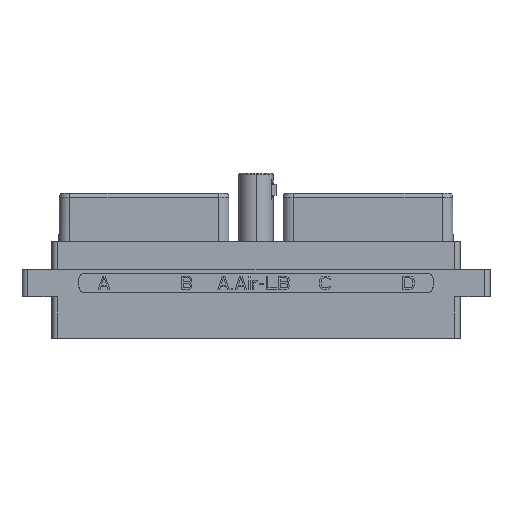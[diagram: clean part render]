
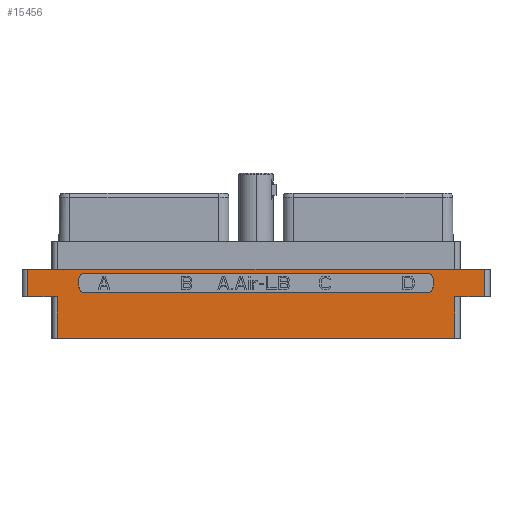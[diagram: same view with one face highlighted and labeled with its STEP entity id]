
A CAD part, top view. The second image highlights one B-rep face of the part: STEP entity #15456.
In plain terms, the highlighted planar face has unit normal (0, 0, 1).
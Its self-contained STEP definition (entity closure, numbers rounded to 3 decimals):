
#27=DIRECTION('',(-1.,0.,0.));
#28=VECTOR('',#27,83.86);
#29=CARTESIAN_POINT('',(41.93,-5.135,7.965));
#30=LINE('',#29,#28);
#98=DIRECTION('',(0.,-1.,0.));
#99=VECTOR('',#98,4.99);
#100=CARTESIAN_POINT('',(41.93,-5.135,7.965));
#101=LINE('',#100,#99);
#143=DIRECTION('',(0.,-1.,0.));
#144=VECTOR('',#143,4.99);
#145=CARTESIAN_POINT('',(-41.93,-5.135,7.965));
#146=LINE('',#145,#144);
#161=CARTESIAN_POINT('',(-31.5,-6.86,7.965));
#162=DIRECTION('',(0.,0.,1.));
#163=DIRECTION('',(0.,1.,0.));
#164=AXIS2_PLACEMENT_3D('',#161,#162,#163);
#166=DIRECTION('',(0.,-1.,0.));
#167=VECTOR('',#166,1.5);
#168=CARTESIAN_POINT('',(-32.485,-6.86,7.965));
#169=LINE('',#168,#167);
#170=CARTESIAN_POINT('',(-31.5,-8.36,7.965));
#171=DIRECTION('',(0.,0.,1.));
#172=DIRECTION('',(-1.,0.,0.));
#173=AXIS2_PLACEMENT_3D('',#170,#171,#172);
#175=DIRECTION('',(1.,0.,0.));
#176=VECTOR('',#175,63.);
#177=CARTESIAN_POINT('',(-31.5,-9.345,7.965));
#178=LINE('',#177,#176);
#179=CARTESIAN_POINT('',(31.5,-8.36,7.965));
#180=DIRECTION('',(0.,0.,1.));
#181=DIRECTION('',(0.,-1.,0.));
#182=AXIS2_PLACEMENT_3D('',#179,#180,#181);
#184=DIRECTION('',(0.,1.,0.));
#185=VECTOR('',#184,1.5);
#186=CARTESIAN_POINT('',(32.485,-8.36,7.965));
#187=LINE('',#186,#185);
#188=CARTESIAN_POINT('',(31.5,-6.86,7.965));
#189=DIRECTION('',(0.,0.,1.));
#190=DIRECTION('',(1.,0.,0.));
#191=AXIS2_PLACEMENT_3D('',#188,#189,#190);
#193=DIRECTION('',(-1.,0.,0.));
#194=VECTOR('',#193,63.);
#195=CARTESIAN_POINT('',(31.5,-5.875,7.965));
#196=LINE('',#195,#194);
#202=DIRECTION('',(1.,0.,0.));
#203=VECTOR('',#202,5.48);
#204=CARTESIAN_POINT('',(36.45,-10.125,7.965));
#205=LINE('',#204,#203);
#249=DIRECTION('',(1.,0.,0.));
#250=VECTOR('',#249,72.9);
#251=CARTESIAN_POINT('',(-36.45,-17.825,7.965));
#252=LINE('',#251,#250);
#295=DIRECTION('',(1.,0.,0.));
#296=VECTOR('',#295,5.48);
#297=CARTESIAN_POINT('',(-41.93,-10.125,7.965));
#298=LINE('',#297,#296);
#347=DIRECTION('',(0.,-1.,0.));
#348=VECTOR('',#347,7.7);
#349=CARTESIAN_POINT('',(-36.45,-10.125,7.965));
#350=LINE('',#349,#348);
#390=DIRECTION('',(0.,-1.,0.));
#391=VECTOR('',#390,7.7);
#392=CARTESIAN_POINT('',(36.45,-10.125,7.965));
#393=LINE('',#392,#391);
#12662=CARTESIAN_POINT('',(41.93,-10.125,7.965));
#12663=VERTEX_POINT('',#12662);
#12664=CARTESIAN_POINT('',(41.93,-5.135,7.965));
#12665=VERTEX_POINT('',#12664);
#12678=CARTESIAN_POINT('',(36.45,-17.825,7.965));
#12679=VERTEX_POINT('',#12678);
#12680=CARTESIAN_POINT('',(36.45,-10.125,7.965));
#12681=VERTEX_POINT('',#12680);
#12690=CARTESIAN_POINT('',(-36.45,-10.125,7.965));
#12691=CARTESIAN_POINT('',(-36.45,-17.825,7.965));
#12692=VERTEX_POINT('',#12690);
#12693=VERTEX_POINT('',#12691);
#12698=CARTESIAN_POINT('',(-41.93,-5.135,7.965));
#12699=CARTESIAN_POINT('',(-41.93,-10.125,7.965));
#12700=VERTEX_POINT('',#12698);
#12701=VERTEX_POINT('',#12699);
#12818=CARTESIAN_POINT('',(-31.5,-5.875,7.965));
#12819=CARTESIAN_POINT('',(-32.485,-6.86,7.965));
#12820=VERTEX_POINT('',#12818);
#12821=VERTEX_POINT('',#12819);
#12822=CARTESIAN_POINT('',(-32.485,-8.36,7.965));
#12823=VERTEX_POINT('',#12822);
#12824=CARTESIAN_POINT('',(-31.5,-9.345,7.965));
#12825=VERTEX_POINT('',#12824);
#12826=CARTESIAN_POINT('',(31.5,-9.345,7.965));
#12827=VERTEX_POINT('',#12826);
#12828=CARTESIAN_POINT('',(32.485,-8.36,7.965));
#12829=VERTEX_POINT('',#12828);
#12830=CARTESIAN_POINT('',(32.485,-6.86,7.965));
#12831=VERTEX_POINT('',#12830);
#12832=CARTESIAN_POINT('',(31.5,-5.875,7.965));
#12833=VERTEX_POINT('',#12832);
#15418=CARTESIAN_POINT('',(-42.93,-5.15,7.965));
#15419=DIRECTION('',(0.,0.,1.));
#15420=DIRECTION('',(1.,0.,0.));
#15421=AXIS2_PLACEMENT_3D('',#15418,#15419,#15420);
#15422=PLANE('',#15421);
#15423=ORIENTED_EDGE('',*,*,#15320,.T.);
#15425=ORIENTED_EDGE('',*,*,#15424,.F.);
#15427=ORIENTED_EDGE('',*,*,#15426,.T.);
#15429=ORIENTED_EDGE('',*,*,#15428,.F.);
#15431=ORIENTED_EDGE('',*,*,#15430,.F.);
#15433=ORIENTED_EDGE('',*,*,#15432,.F.);
#15434=ORIENTED_EDGE('',*,*,#15409,.F.);
#15435=ORIENTED_EDGE('',*,*,#15250,.F.);
#15436=EDGE_LOOP('',(#15423,#15425,#15427,#15429,#15431,#15433,#15434,#15435));
#15437=FACE_OUTER_BOUND('',#15436,.F.);
#15439=ORIENTED_EDGE('',*,*,#15438,.T.);
#15441=ORIENTED_EDGE('',*,*,#15440,.T.);
#15443=ORIENTED_EDGE('',*,*,#15442,.T.);
#15445=ORIENTED_EDGE('',*,*,#15444,.T.);
#15447=ORIENTED_EDGE('',*,*,#15446,.T.);
#15449=ORIENTED_EDGE('',*,*,#15448,.T.);
#15451=ORIENTED_EDGE('',*,*,#15450,.T.);
#15453=ORIENTED_EDGE('',*,*,#15452,.T.);
#15454=EDGE_LOOP('',(#15439,#15441,#15443,#15445,#15447,#15449,#15451,#15453));
#15455=FACE_BOUND('',#15454,.F.);
#15456=ADVANCED_FACE('',(#15437,#15455),#15422,.T.);
#165=CIRCLE('',#164,0.985);
#174=CIRCLE('',#173,0.985);
#183=CIRCLE('',#182,0.985);
#192=CIRCLE('',#191,0.985);
#15250=EDGE_CURVE('',#12665,#12700,#30,.T.);
#15320=EDGE_CURVE('',#12665,#12663,#101,.T.);
#15409=EDGE_CURVE('',#12700,#12701,#146,.T.);
#15424=EDGE_CURVE('',#12681,#12663,#205,.T.);
#15426=EDGE_CURVE('',#12681,#12679,#393,.T.);
#15428=EDGE_CURVE('',#12693,#12679,#252,.T.);
#15430=EDGE_CURVE('',#12692,#12693,#350,.T.);
#15432=EDGE_CURVE('',#12701,#12692,#298,.T.);
#15438=EDGE_CURVE('',#12820,#12821,#165,.T.);
#15440=EDGE_CURVE('',#12821,#12823,#169,.T.);
#15442=EDGE_CURVE('',#12823,#12825,#174,.T.);
#15444=EDGE_CURVE('',#12825,#12827,#178,.T.);
#15446=EDGE_CURVE('',#12827,#12829,#183,.T.);
#15448=EDGE_CURVE('',#12829,#12831,#187,.T.);
#15450=EDGE_CURVE('',#12831,#12833,#192,.T.);
#15452=EDGE_CURVE('',#12833,#12820,#196,.T.);
